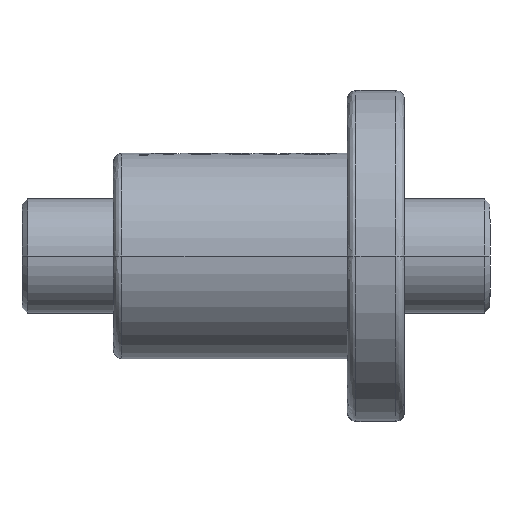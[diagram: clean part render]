
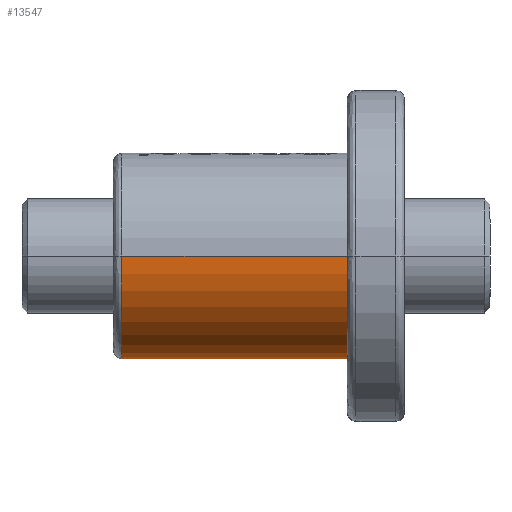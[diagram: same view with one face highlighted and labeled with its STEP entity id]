
A CAD part, front view. The second image highlights one B-rep face of the part: STEP entity #13547.
In plain terms, the highlighted cylindrical face has radius 18 mm (diameter 36 mm), a partial arc.
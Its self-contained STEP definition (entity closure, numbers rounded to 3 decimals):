
#269 = EDGE_CURVE ( 'NONE', #8908, #17586, #4682, .T. ) ;
#293 = ORIENTED_EDGE ( 'NONE', *, *, #269, .F. ) ;
#297 = AXIS2_PLACEMENT_3D ( 'NONE', #15412, #17224, #5833 ) ;
#1029 = DIRECTION ( 'NONE',  ( -1., 0., 0. ) ) ;
#1108 = VECTOR ( 'NONE', #2755, 1000. ) ;
#2755 = DIRECTION ( 'NONE',  ( -1., 0., 0. ) ) ;
#3505 = CYLINDRICAL_SURFACE ( 'NONE', #7909, 18. ) ;
#3642 = DIRECTION ( 'NONE',  ( -1., 0., 0. ) ) ;
#4362 = FACE_OUTER_BOUND ( 'NONE', #22998, .T. ) ;
#4520 = CARTESIAN_POINT ( 'NONE',  ( 0., -18., 0. ) ) ;
#4523 = VERTEX_POINT ( 'NONE', #18432 ) ;
#4580 = CARTESIAN_POINT ( 'NONE',  ( 0., 0., 0. ) ) ;
#4682 = LINE ( 'NONE', #5761, #6444 ) ;
#5761 = CARTESIAN_POINT ( 'NONE',  ( 0., 18., 0. ) ) ;
#5833 = DIRECTION ( 'NONE',  ( 0., -1., 0. ) ) ;
#6444 = VECTOR ( 'NONE', #3642, 1000. ) ;
#7083 = ORIENTED_EDGE ( 'NONE', *, *, #23581, .T. ) ;
#7829 = CARTESIAN_POINT ( 'NONE',  ( -64.5, 18., 0. ) ) ;
#7909 = AXIS2_PLACEMENT_3D ( 'NONE', #4580, #1029, #12103 ) ;
#8908 = VERTEX_POINT ( 'NONE', #9441 ) ;
#9084 = VERTEX_POINT ( 'NONE', #15844 ) ;
#9441 = CARTESIAN_POINT ( 'NONE',  ( -25., 18., 0. ) ) ;
#9544 = EDGE_CURVE ( 'NONE', #4523, #9084, #9822, .T. ) ;
#9822 = LINE ( 'NONE', #4520, #1108 ) ;
#10336 = CIRCLE ( 'NONE', #11124, 18. ) ;
#11124 = AXIS2_PLACEMENT_3D ( 'NONE', #21232, #15854, #15943 ) ;
#12103 = DIRECTION ( 'NONE',  ( 0., -1., 0. ) ) ;
#13547 = ADVANCED_FACE ( 'NONE', ( #4362 ), #3505, .T. ) ;
#14772 = ORIENTED_EDGE ( 'NONE', *, *, #9544, .T. ) ;
#14985 = CIRCLE ( 'NONE', #297, 18. ) ;
#15412 = CARTESIAN_POINT ( 'NONE',  ( -64.5, 0., 0. ) ) ;
#15644 = ORIENTED_EDGE ( 'NONE', *, *, #20667, .T. ) ;
#15844 = CARTESIAN_POINT ( 'NONE',  ( -64.5, -18., 0. ) ) ;
#15854 = DIRECTION ( 'NONE',  ( -1., 0., 0. ) ) ;
#15943 = DIRECTION ( 'NONE',  ( 0., -1., 0. ) ) ;
#17224 = DIRECTION ( 'NONE',  ( 1., 0., 0. ) ) ;
#17586 = VERTEX_POINT ( 'NONE', #7829 ) ;
#18432 = CARTESIAN_POINT ( 'NONE',  ( -25., -18., 0. ) ) ;
#20667 = EDGE_CURVE ( 'NONE', #8908, #4523, #10336, .T. ) ;
#21232 = CARTESIAN_POINT ( 'NONE',  ( -25., 0., 0. ) ) ;
#22998 = EDGE_LOOP ( 'NONE', ( #293, #15644, #14772, #7083 ) ) ;
#23581 = EDGE_CURVE ( 'NONE', #9084, #17586, #14985, .T. ) ;
